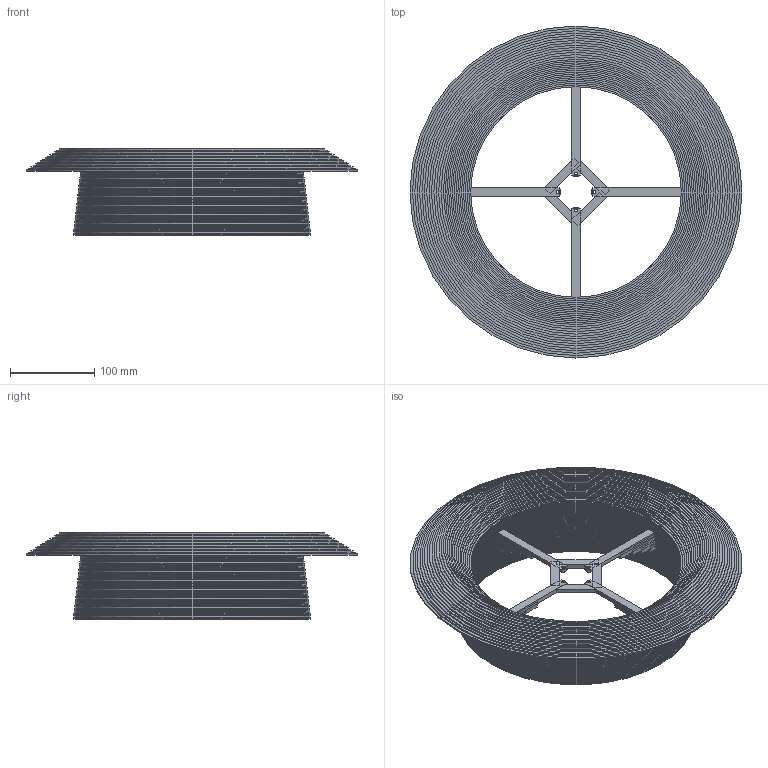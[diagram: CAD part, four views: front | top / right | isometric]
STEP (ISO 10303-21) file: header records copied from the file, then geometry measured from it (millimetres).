
FILE_DESCRIPTION(('FreeCAD Model'),'2;1');
FILE_NAME( 'motorduct.step', '2016-12-11T03:09:45',('Author'),(''), 'Open CASCADE STEP processor 6.8','FreeCAD','Unknown');
FILE_SCHEMA(('AUTOMOTIVE_DESIGN_CC2 { 1 2 10303 214 -1 1 5 4 }'));
Length unit declared in the file: millimetre
Products named in the file (1): Group003
Bounding box: 394 x 394 x 102.67 mm (x, y, z)
Volume: 1487559 mm3; surface area: 873591.3 mm2
Topology: 21 solids, 21 shells, 796 faces, 2053 edges, 1332 vertices
Faces by surface type: plane 593, cylinder 203
Full cylindrical faces by diameter (mm): 250 x2, 250.304 x1, 250.608 x1, 250.912 x1, 251.216 x1, 251.52 x1, 251.822 x1, 252.126 x1, 252.43 x1, 252.734 x1, 253.038 x1, 253.342 x1, 253.646 x1, 254.34 x1, 258.68 x1, 259.418 x1, 259.722 x1, 260.026 x1, 260.33 x1, 260.634 x1, 260.938 x1, 261.242 x1, 261.546 x1, 261.848 x1, 262.152 x1, 262.456 x1, 262.76 x1, 263.02 x1, 263.064 x1, 263.368 x1
Entity records: 49259 total; most frequent: CARTESIAN_POINT 10082, DIRECTION 6393, ORIENTED_EDGE 4106, PCURVE 4106, DEFINITIONAL_REPRESENTATION 4106, LINE 3485, VECTOR 3485, EDGE_CURVE 2053
